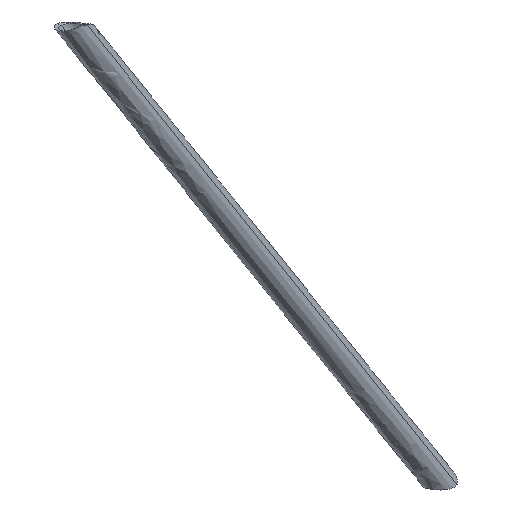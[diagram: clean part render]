
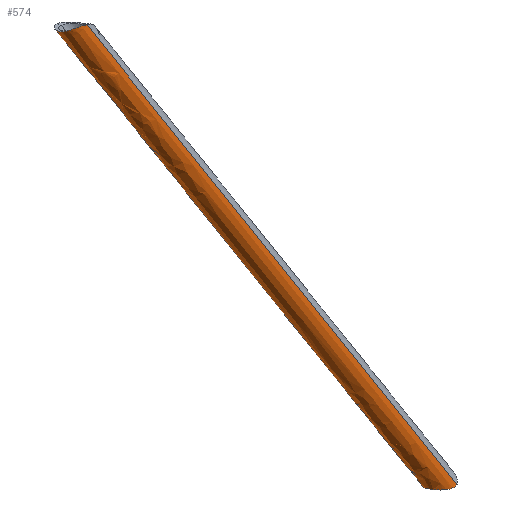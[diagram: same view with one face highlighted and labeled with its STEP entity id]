
A CAD part, isometric view. The second image highlights one B-rep face of the part: STEP entity #574.
In plain terms, the highlighted free-form (B-spline) face has degree [5, 4] with [6, 5] control points.
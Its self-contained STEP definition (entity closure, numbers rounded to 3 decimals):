
#128=CARTESIAN_POINT('Vertex',(-354.38,-270.375,195.971)) ;
#132=CARTESIAN_POINT('Control Point',(-348.574,-260.534,191.14)) ;
#133=CARTESIAN_POINT('Control Point',(-349.165,-260.643,191.283)) ;
#134=CARTESIAN_POINT('Control Point',(-349.748,-260.782,191.459)) ;
#135=CARTESIAN_POINT('Control Point',(-350.319,-260.95,191.663)) ;
#136=CARTESIAN_POINT('Control Point',(-351.78,-261.473,192.256)) ;
#137=CARTESIAN_POINT('Control Point',(-353.109,-262.223,192.973)) ;
#138=CARTESIAN_POINT('Control Point',(-353.866,-262.782,193.445)) ;
#139=CARTESIAN_POINT('Control Point',(-355.021,-263.984,194.296)) ;
#140=CARTESIAN_POINT('Control Point',(-355.642,-265.56,195.052)) ;
#141=CARTESIAN_POINT('Control Point',(-355.776,-266.304,195.339)) ;
#142=CARTESIAN_POINT('Control Point',(-355.728,-267.634,195.72)) ;
#143=CARTESIAN_POINT('Control Point',(-355.279,-268.906,195.908)) ;
#144=CARTESIAN_POINT('Control Point',(-355.023,-269.425,195.954)) ;
#145=CARTESIAN_POINT('Control Point',(-354.721,-269.915,195.973)) ;
#146=CARTESIAN_POINT('Control Point',(-354.38,-270.375,195.971)) ;
#147=CARTESIAN_POINT('Vertex',(-348.574,-260.534,191.14)) ;
#212=CARTESIAN_POINT('Vertex',(-343.717,-274.286,195.274)) ;
#216=CARTESIAN_POINT('Control Point',(-343.717,-274.286,195.274)) ;
#217=CARTESIAN_POINT('Control Point',(-344.501,-274.555,195.191)) ;
#218=CARTESIAN_POINT('Control Point',(-345.346,-274.704,195.139)) ;
#219=CARTESIAN_POINT('Control Point',(-346.222,-274.718,195.139)) ;
#220=CARTESIAN_POINT('Control Point',(-347.655,-274.564,195.208)) ;
#221=CARTESIAN_POINT('Control Point',(-349.038,-274.158,195.352)) ;
#222=CARTESIAN_POINT('Control Point',(-349.572,-273.963,195.417)) ;
#223=CARTESIAN_POINT('Control Point',(-351.002,-273.342,195.605)) ;
#224=CARTESIAN_POINT('Control Point',(-352.317,-272.495,195.797)) ;
#225=CARTESIAN_POINT('Control Point',(-353.095,-271.873,195.901)) ;
#226=CARTESIAN_POINT('Control Point',(-353.798,-271.162,195.967)) ;
#227=CARTESIAN_POINT('Control Point',(-354.38,-270.375,195.971)) ;
#450=CARTESIAN_POINT('Control Point',(-343.717,-274.286,195.274)) ;
#451=CARTESIAN_POINT('Control Point',(-373.748,-256.982,252.602)) ;
#452=CARTESIAN_POINT('Control Point',(-403.778,-239.679,309.931)) ;
#453=CARTESIAN_POINT('Control Point',(-433.808,-222.375,367.259)) ;
#454=CARTESIAN_POINT('Control Point',(-463.839,-205.071,424.587)) ;
#455=CARTESIAN_POINT('Control Point',(-493.869,-187.767,481.915)) ;
#456=CARTESIAN_POINT('Vertex',(-493.869,-187.767,481.915)) ;
#460=CARTESIAN_POINT('Control Point',(-348.574,-260.534,191.14)) ;
#461=CARTESIAN_POINT('Control Point',(-378.643,-243.208,248.542)) ;
#462=CARTESIAN_POINT('Control Point',(-408.712,-225.882,305.944)) ;
#463=CARTESIAN_POINT('Control Point',(-438.781,-208.556,363.346)) ;
#464=CARTESIAN_POINT('Control Point',(-468.85,-191.229,420.748)) ;
#465=CARTESIAN_POINT('Control Point',(-498.919,-173.903,478.15)) ;
#466=CARTESIAN_POINT('Vertex',(-498.919,-173.903,478.15)) ;
#514=CARTESIAN_POINT('Control Point',(-339.063,-276.968,186.389)) ;
#515=CARTESIAN_POINT('Control Point',(-345.481,-279.973,183.934)) ;
#516=CARTESIAN_POINT('Control Point',(-350.627,-274.883,179.701)) ;
#517=CARTESIAN_POINT('Control Point',(-349.355,-266.787,177.924)) ;
#518=CARTESIAN_POINT('Control Point',(-342.937,-263.782,180.379)) ;
#519=CARTESIAN_POINT('Control Point',(-371.703,-258.16,248.7)) ;
#520=CARTESIAN_POINT('Control Point',(-378.122,-261.165,246.245)) ;
#521=CARTESIAN_POINT('Control Point',(-383.268,-256.075,242.013)) ;
#522=CARTESIAN_POINT('Control Point',(-381.996,-247.979,240.235)) ;
#523=CARTESIAN_POINT('Control Point',(-375.578,-244.974,242.69)) ;
#524=CARTESIAN_POINT('Control Point',(-404.344,-239.352,311.011)) ;
#525=CARTESIAN_POINT('Control Point',(-410.762,-242.357,308.556)) ;
#526=CARTESIAN_POINT('Control Point',(-415.909,-237.267,304.324)) ;
#527=CARTESIAN_POINT('Control Point',(-414.637,-229.171,302.547)) ;
#528=CARTESIAN_POINT('Control Point',(-408.219,-226.166,305.002)) ;
#529=CARTESIAN_POINT('Control Point',(-436.985,-220.544,373.323)) ;
#530=CARTESIAN_POINT('Control Point',(-443.403,-223.549,370.867)) ;
#531=CARTESIAN_POINT('Control Point',(-448.549,-218.459,366.635)) ;
#532=CARTESIAN_POINT('Control Point',(-447.278,-210.363,364.858)) ;
#533=CARTESIAN_POINT('Control Point',(-440.859,-207.358,367.313)) ;
#534=CARTESIAN_POINT('Control Point',(-469.625,-201.736,435.634)) ;
#535=CARTESIAN_POINT('Control Point',(-476.044,-204.741,433.179)) ;
#536=CARTESIAN_POINT('Control Point',(-481.19,-199.651,428.946)) ;
#537=CARTESIAN_POINT('Control Point',(-479.918,-191.555,427.169)) ;
#538=CARTESIAN_POINT('Control Point',(-473.5,-188.55,429.624)) ;
#539=CARTESIAN_POINT('Control Point',(-502.266,-182.928,497.945)) ;
#540=CARTESIAN_POINT('Control Point',(-508.684,-185.933,495.49)) ;
#541=CARTESIAN_POINT('Control Point',(-513.831,-180.843,491.258)) ;
#542=CARTESIAN_POINT('Control Point',(-512.559,-172.747,489.48)) ;
#543=CARTESIAN_POINT('Control Point',(-506.141,-169.742,491.935)) ;
#545=CARTESIAN_POINT('Control Point',(-498.919,-173.903,478.15)) ;
#546=CARTESIAN_POINT('Control Point',(-499.752,-174.056,478.351)) ;
#547=CARTESIAN_POINT('Control Point',(-500.576,-174.31,478.534)) ;
#548=CARTESIAN_POINT('Control Point',(-501.376,-174.682,478.697)) ;
#549=CARTESIAN_POINT('Control Point',(-502.535,-175.471,478.932)) ;
#550=CARTESIAN_POINT('Control Point',(-503.468,-176.54,479.175)) ;
#551=CARTESIAN_POINT('Control Point',(-503.77,-176.961,479.267)) ;
#552=CARTESIAN_POINT('Control Point',(-504.619,-178.416,479.591)) ;
#553=CARTESIAN_POINT('Control Point',(-505.014,-180.092,480.019)) ;
#554=CARTESIAN_POINT('Control Point',(-505.039,-181.283,480.391)) ;
#555=CARTESIAN_POINT('Control Point',(-504.606,-183.494,481.242)) ;
#556=CARTESIAN_POINT('Control Point',(-503.324,-185.29,482.128)) ;
#557=CARTESIAN_POINT('Control Point',(-502.516,-186.019,482.523)) ;
#558=CARTESIAN_POINT('Control Point',(-500.738,-187.087,483.054)) ;
#559=CARTESIAN_POINT('Control Point',(-498.716,-187.628,483.117)) ;
#560=CARTESIAN_POINT('Control Point',(-497.752,-187.779,483.03)) ;
#561=CARTESIAN_POINT('Control Point',(-496.38,-187.887,482.773)) ;
#562=CARTESIAN_POINT('Control Point',(-495.059,-187.86,482.365)) ;
#563=CARTESIAN_POINT('Control Point',(-494.656,-187.839,482.226)) ;
#564=CARTESIAN_POINT('Control Point',(-494.259,-187.808,482.075)) ;
#565=CARTESIAN_POINT('Control Point',(-493.869,-187.767,481.915)) ;
#568=ORIENTED_EDGE('',*,*,#468,.F.) ;
#569=ORIENTED_EDGE('',*,*,#149,.T.) ;
#570=ORIENTED_EDGE('',*,*,#228,.F.) ;
#571=ORIENTED_EDGE('',*,*,#458,.T.) ;
#572=ORIENTED_EDGE('',*,*,#566,.F.) ;
#574=ADVANCED_FACE('Corps principal',(#573),#513,.T.) ;
#131=B_SPLINE_CURVE_WITH_KNOTS('',5,(#132,#133,#134,#135,#136,#137,#138,#139,#140,#141,#142,#143,#144,#145,#146),.UNSPECIFIED.,.F.,.U.,(6,3,3,3,6),(0.,4.529,11.913,17.445,21.573),.UNSPECIFIED.) ;
#215=B_SPLINE_CURVE_WITH_KNOTS('',5,(#216,#217,#218,#219,#220,#221,#222,#223,#224,#225,#226,#227),.UNSPECIFIED.,.F.,.U.,(6,3,3,6),(0.,6.218,10.259,17.314),.UNSPECIFIED.) ;
#544=B_SPLINE_CURVE_WITH_KNOTS('',5,(#545,#546,#547,#548,#549,#550,#551,#552,#553,#554,#555,#556,#557,#558,#559,#560,#561,#562,#563,#564,#565),.UNSPECIFIED.,.F.,.U.,(6,3,3,3,3,3,6),(0.,6.38,10.013,18.14,25.865,32.767,35.851),.UNSPECIFIED.) ;
#149=EDGE_CURVE('',#148,#129,#131,.T.) ;
#228=EDGE_CURVE('',#213,#129,#215,.T.) ;
#458=EDGE_CURVE('',#213,#457,#449,.T.) ;
#468=EDGE_CURVE('',#148,#467,#459,.T.) ;
#566=EDGE_CURVE('',#467,#457,#544,.T.) ;
#567=EDGE_LOOP('',(#568,#569,#570,#571,#572)) ;
#573=FACE_OUTER_BOUND('',#567,.T.) ;
#129=VERTEX_POINT('',#128) ;
#148=VERTEX_POINT('',#147) ;
#213=VERTEX_POINT('',#212) ;
#457=VERTEX_POINT('',#456) ;
#467=VERTEX_POINT('',#466) ;
#449=(BOUNDED_CURVE()B_SPLINE_CURVE(5,(#450,#451,#452,#453,#454,#455),.UNSPECIFIED.,.F.,.U.)B_SPLINE_CURVE_WITH_KNOTS((6,6),(10.383,345.337),.UNSPECIFIED.)CURVE()GEOMETRIC_REPRESENTATION_ITEM()RATIONAL_B_SPLINE_CURVE((1.,1.,1.,1.,1.,1.))REPRESENTATION_ITEM('')) ;
#459=(BOUNDED_CURVE()B_SPLINE_CURVE(5,(#460,#461,#462,#463,#464,#465),.UNSPECIFIED.,.F.,.U.)B_SPLINE_CURVE_WITH_KNOTS((6,6),(12.575,347.96),.UNSPECIFIED.)CURVE()GEOMETRIC_REPRESENTATION_ITEM()RATIONAL_B_SPLINE_CURVE((1.,1.,1.,1.,1.,1.))REPRESENTATION_ITEM('')) ;
#513=(BOUNDED_SURFACE()B_SPLINE_SURFACE(5,4,((#514,#515,#516,#517,#518),(#519,#520,#521,#522,#523),(#524,#525,#526,#527,#528),(#529,#530,#531,#532,#533),(#534,#535,#536,#537,#538),(#539,#540,#541,#542,#543)),.UNSPECIFIED.,.F.,.F.,.U.)B_SPLINE_SURFACE_WITH_KNOTS((6,6),(5,5),(0.,364.069),(23.562,47.124),.UNSPECIFIED.)GEOMETRIC_REPRESENTATION_ITEM()RATIONAL_B_SPLINE_SURFACE(((1.,0.707,0.667,0.707,1.),(1.,0.707,0.667,0.707,1.),(1.,0.707,0.667,0.707,1.),(1.,0.707,0.667,0.707,1.),(1.,0.707,0.667,0.707,1.),(1.,0.707,0.667,0.707,1.)))REPRESENTATION_ITEM('Rational BSpline Surface')SURFACE()) ;
